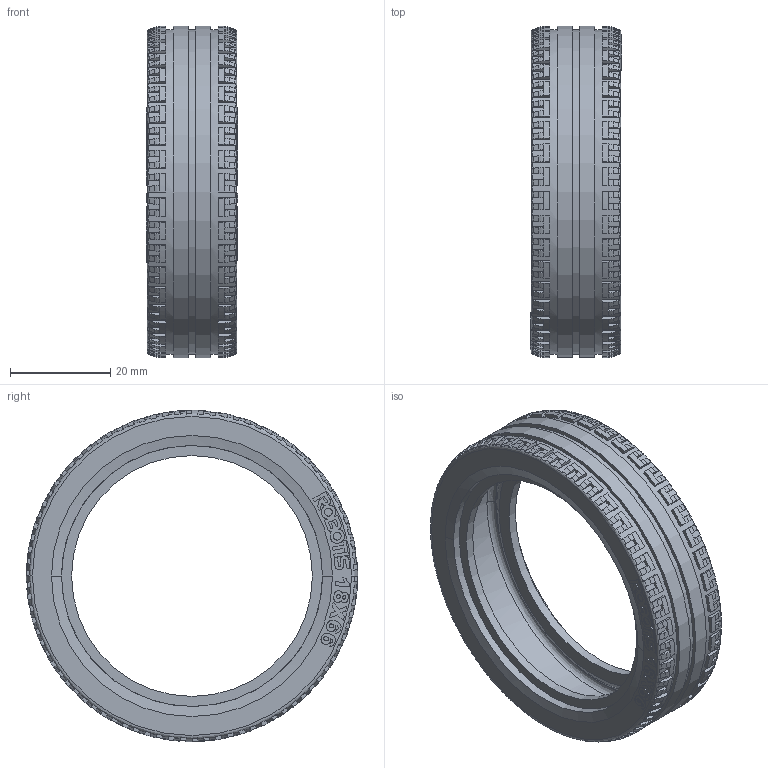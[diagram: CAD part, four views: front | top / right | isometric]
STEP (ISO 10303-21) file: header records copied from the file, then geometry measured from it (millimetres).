
FILE_DESCRIPTION(/* description */ ('STEP AP242 Edition 2','CAx-IF Rec.Pracs.---Representation and Presentation of Product Manufacturing Information (PMI)---4.0---2014-10-13','CAx-IF Rec.Pracs.---3D Tessellated Geometry---0.4---2014-09-14','2;1','CAx-IF Rec.Pracs.---User Defined Attributes---1.5---2016-08-15'),/* implementation_level */ '2;1');
FILE_NAME(/* name */ '6936837acbeb92909f5ce605',/* time_stamp */ '2025-12-08T07:51:28Z',/* author */ (''),/* organization */ (''),/* preprocessor_version */ 'ST-DEVELOPER v20',/* originating_system */ 'ONSHAPE BY PTC INC, 1.207',/* authorisation */ ' ');
FILE_SCHEMA (('AP242_MANAGED_MODEL_BASED_3D_ENGINEERING_MIM_LF { 1 0 10303 442 3 1 4 }'));
Products named in the file (1): PR16_A01_TIRE_2
Bounding box: 18.2 x 66 x 66 mm (x, y, z)
Volume: 13474.4 mm3; surface area: 13805.8 mm2
Topology: 1 solids, 1 shells, 1458 faces, 4072 edges, 2654 vertices
Faces by surface type: plane 678, cylinder 417, bspline 199, torus 160, cone 4
Full cylindrical faces by diameter (mm): 48 x2, 52 x2, 61 x1, 64.6 x3, 66 x2
Entity records: 51091 total; most frequent: CARTESIAN_POINT 17639, ORIENTED_EDGE 8116, DIRECTION 5284, EDGE_CURVE 4058, VERTEX_POINT 2650, B_SPLINE_CURVE_WITH_KNOTS 1990, AXIS2_PLACEMENT_3D 1956, EDGE_LOOP 1508
